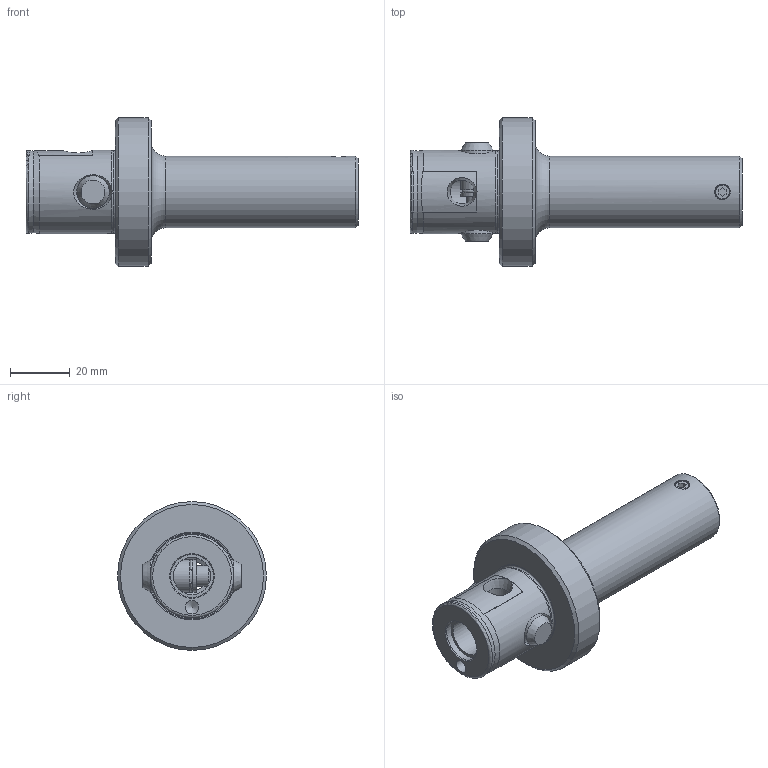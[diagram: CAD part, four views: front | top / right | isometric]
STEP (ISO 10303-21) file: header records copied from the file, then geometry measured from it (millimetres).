
FILE_DESCRIPTION (( 'STEP AP203' ), '1' );
FILE_NAME ('11.332.520.STEP', '2017-03-10T18:07:23', ( '' ), ( '' ), 'SwSTEP 2.0', 'SolidWorks 2016', '' );
FILE_SCHEMA (( 'CONFIG_CONTROL_DESIGN' ));
Length unit declared in the file: millimetre
Products named in the file (6): 10.691.50X_10.691.505; 11.332.520; 10.332.520_11.332.520; 10.690.43X_10.690.432; 691-50XRing_10.691.505Ring
Assembly tree (5 placements, depth 3):
  11.332.520
    10.332.520_11.332.520
    10.690.43X_10.690.432
    10.691.50X_10.691.505
      10.691.50X_10.691.505
      691-50XRing_10.691.505Ring
Bounding box: 111.5 x 50 x 50 mm (x, y, z)
Volume: 62379.9 mm3; surface area: 19253.7 mm2
Topology: 4 solids, 4 shells, 96 faces, 220 edges, 137 vertices
Faces by surface type: plane 42, cylinder 25, cone 25, torus 4
Full cylindrical faces by diameter (mm): 4.2 x1, 4.5 x1, 5 x1, 5.2 x1, 6.9 x1, 8 x1, 8.8 x1, 10 x1, 10.9 x3, 11 x2, 12.5 x1, 14 x1, 14.5 x2, 24 x1, 28 x1, 50 x1
Entity records: 3550 total; most frequent: CARTESIAN_POINT 1058, DIRECTION 408, ORIENTED_EDGE 310, AXIS2_PLACEMENT_3D 176, EDGE_CURVE 155, EDGE_LOOP 153, VERTEX_POINT 118, FACE_OUTER_BOUND 117
